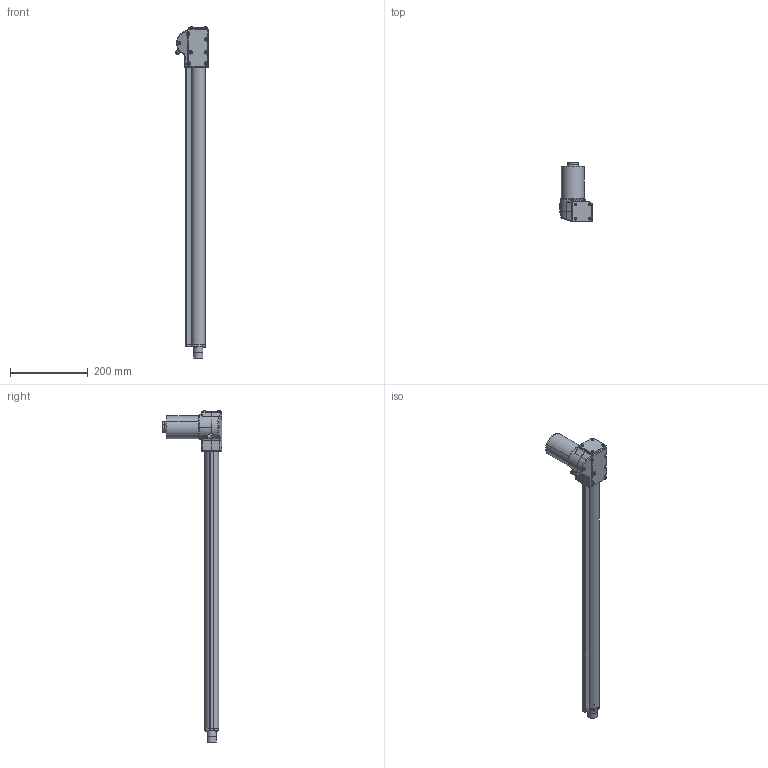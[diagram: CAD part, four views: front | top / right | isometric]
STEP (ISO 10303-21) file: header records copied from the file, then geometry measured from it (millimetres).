
FILE_DESCRIPTION (( 'STEP AP203' ), '1' );
FILE_NAME ('IP6000-700-M8Æ½µ×.STEP', '2025-06-05T07:08:24', ( 'Microsoft' ), ( 'MS' ), 'SwSTEP 2.0', 'SolidWorks 2018', '' );
FILE_SCHEMA (( 'CONFIG_CONTROL_DESIGN' ));
Length unit declared in the file: millimetre
Products named in the file (10): 臏褲; 祑倛呿蹋猾裔V2; 萇盄芛; 蹟佪; 空心铝管端面螺纹; IP6000-700-M8平底; 菁釱す菁; 喘謫眊奻; 萇儂; 喘謫眊狟
Assembly tree (22 placements, depth 2):
  IP6000-700-M8平底
    空心铝管端面螺纹
    菁釱す菁
    喘謫眊奻
    萇儂
    喘謫眊狟
    臏褲
    祑倛呿蹋猾裔V2
    萇盄芛
    蹟佪  x14
Bounding box: 84.09 x 153.1 x 852.7 mm (x, y, z)
Volume: 858132.8 mm3; surface area: 409360.7 mm2
Topology: 25 solids, 32 shells, 1069 faces, 2595 edges, 1622 vertices
Faces by surface type: plane 521, cylinder 368, torus 96, bspline 42, cone 38, sphere 4
Entity records: 29937 total; most frequent: CARTESIAN_POINT 11414, ORIENTED_EDGE 3616, DIRECTION 3565, EDGE_CURVE 1808, AXIS2_PLACEMENT_3D 1331, VERTEX_POINT 1154, LINE 903, VECTOR 903
